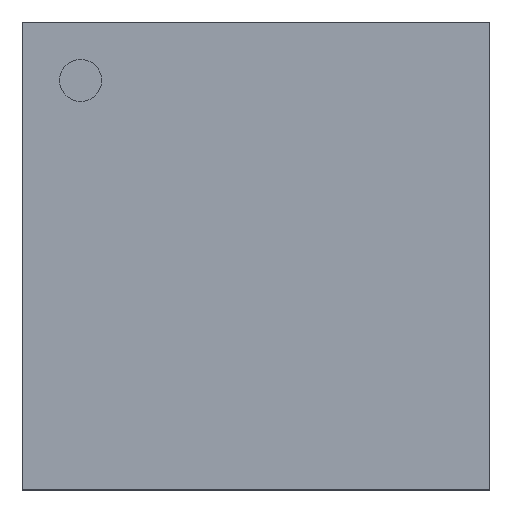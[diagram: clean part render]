
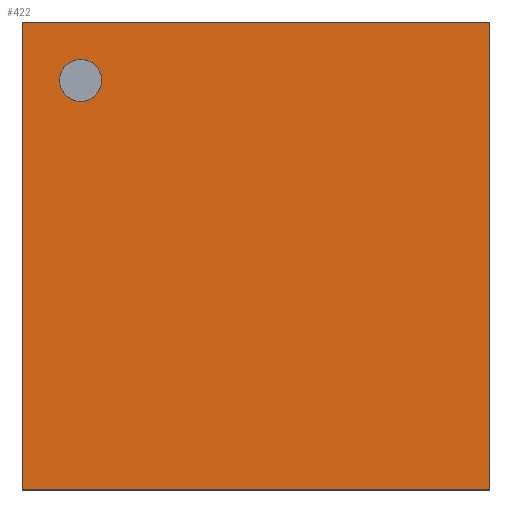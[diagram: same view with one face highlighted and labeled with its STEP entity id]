
A CAD part, top view. The second image highlights one B-rep face of the part: STEP entity #422.
In plain terms, the highlighted planar face has unit normal (0, 0, 1).
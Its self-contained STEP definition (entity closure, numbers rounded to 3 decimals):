
#422=ADVANCED_FACE('',(#821,#822),#823,.T.);
#821=FACE_BOUND('',#1221,.T.);
#822=FACE_OUTER_BOUND('',#1222,.T.);
#823=PLANE('',#1223);
#1221=EDGE_LOOP('',(#2274,#2275));
#1222=EDGE_LOOP('',(#2276,#2277,#2278,#2279));
#1223=AXIS2_PLACEMENT_3D('',#2280,#2281,#2282);
#2274=ORIENTED_EDGE('',*,*,#2497,.T.);
#2275=ORIENTED_EDGE('',*,*,#2495,.T.);
#2276=ORIENTED_EDGE('',*,*,#2692,.F.);
#2277=ORIENTED_EDGE('',*,*,#2697,.F.);
#2278=ORIENTED_EDGE('',*,*,#2627,.F.);
#2279=ORIENTED_EDGE('',*,*,#2695,.F.);
#2280=CARTESIAN_POINT('',(0.,0.,0.75));
#2281=DIRECTION('',(0.0,0.0,1.0));
#2282=DIRECTION('',(1.0,0.0,0.0));
#2495=EDGE_CURVE('',#2999,#3003,#3005,.T.);
#2497=EDGE_CURVE('',#3003,#2999,#3007,.T.);
#2627=EDGE_CURVE('',#3210,#3212,#3213,.T.);
#2692=EDGE_CURVE('',#3297,#3299,#3300,.T.);
#2695=EDGE_CURVE('',#3299,#3210,#3303,.T.);
#2697=EDGE_CURVE('',#3212,#3297,#3305,.T.);
#2999=VERTEX_POINT('',#3710);
#3003=VERTEX_POINT('',#3715);
#3005=CIRCLE('',#3718,0.09);
#3007=CIRCLE('',#3720,0.09);
#3210=VERTEX_POINT('',#3996);
#3212=VERTEX_POINT('',#3999);
#3213=LINE('',#4000,#4001);
#3297=VERTEX_POINT('',#4120);
#3299=VERTEX_POINT('',#4123);
#3300=LINE('',#4124,#4125);
#3303=LINE('',#4129,#4130);
#3305=LINE('',#4132,#4133);
#3710=CARTESIAN_POINT('',(-0.66,0.75,0.75));
#3715=CARTESIAN_POINT('',(-0.84,0.75,0.75));
#3718=AXIS2_PLACEMENT_3D('',#4340,#4341,#4342);
#3720=AXIS2_PLACEMENT_3D('',#4343,#4344,#4345);
#3996=CARTESIAN_POINT('',(-1.,-1.0,0.75));
#3999=CARTESIAN_POINT('',(-1.,1.,0.75));
#4000=CARTESIAN_POINT('',(-1.,1.,0.75));
#4001=VECTOR('',#4501,1.0);
#4120=CARTESIAN_POINT('',(1.,1.,0.75));
#4123=CARTESIAN_POINT('',(1.,-1.0,0.75));
#4124=CARTESIAN_POINT('',(1.,-1.0,0.75));
#4125=VECTOR('',#4556,1.0);
#4129=CARTESIAN_POINT('',(-1.,-1.0,0.75));
#4130=VECTOR('',#4558,1.0);
#4132=CARTESIAN_POINT('',(1.,1.,0.75));
#4133=VECTOR('',#4559,1.0);
#4340=CARTESIAN_POINT('',(-0.75,0.75,0.75));
#4341=DIRECTION('',(0.0,0.0,-1.0));
#4342=DIRECTION('',(1.0,0.,0.0));
#4343=CARTESIAN_POINT('',(-0.75,0.75,0.75));
#4344=DIRECTION('',(0.0,0.0,-1.0));
#4345=DIRECTION('',(1.0,0.,0.0));
#4501=DIRECTION('',(0.0,1.0,0.0));
#4556=DIRECTION('',(-0.0,-1.0,-0.0));
#4558=DIRECTION('',(-1.0,-0.0,-0.0));
#4559=DIRECTION('',(1.0,0.0,0.0));
